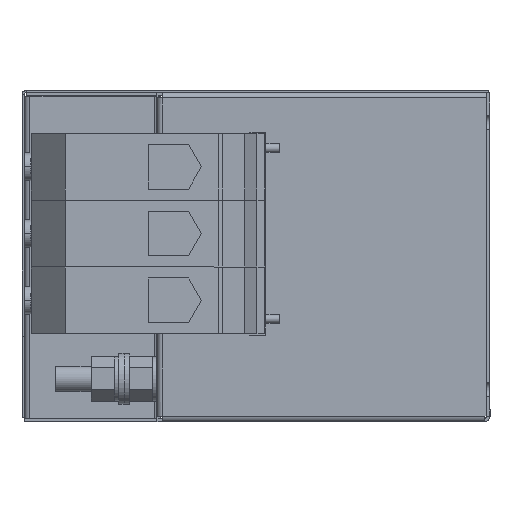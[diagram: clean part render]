
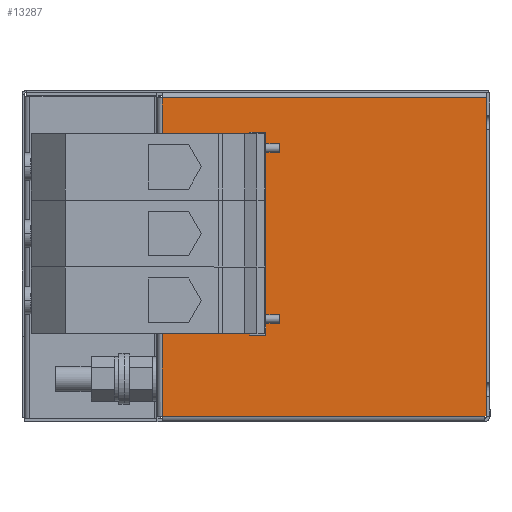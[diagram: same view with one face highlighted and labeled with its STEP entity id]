
A CAD part, left-side view. The second image highlights one B-rep face of the part: STEP entity #13287.
In plain terms, the highlighted planar face has unit normal (-1, 0, 0).
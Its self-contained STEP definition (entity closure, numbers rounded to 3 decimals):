
#207 = VECTOR ( 'NONE', #3688, 1000. ) ;
#641 = CARTESIAN_POINT ( 'NONE',  ( -210., 151.9, -75.75 ) ) ;
#715 = CARTESIAN_POINT ( 'NONE',  ( -210., 104.4, 57.25 ) ) ;
#783 = EDGE_CURVE ( 'Defeature ausgef�hrt2_263+Defeature ausgef�hrt2_63+Defeature ausgef�hrt2_261+Defeature ausgef�hrt2_262', #6888, #6803, #9634, .T. ) ;
#1165 = EDGE_CURVE ( 'Defeature ausgef�hrt2_63+Defeature ausgef�hrt2_101+Defeature ausgef�hrt2_62+Defeature ausgef�hrt2_74', #9493, #4012, #18806, .T. ) ;
#1829 = VECTOR ( 'NONE', #2229, 1000. ) ;
#2034 = ORIENTED_EDGE ( 'NONE', *, *, #5551, .T. ) ;
#2229 = DIRECTION ( 'NONE',  ( 0., -1., 0. ) ) ;
#2538 = VERTEX_POINT ( 'NONE', #10955 ) ;
#2870 = VECTOR ( 'NONE', #14917, 1000. ) ;
#3492 = ORIENTED_EDGE ( 'NONE', *, *, #15443, .T. ) ;
#3688 = DIRECTION ( 'NONE',  ( 0., -1., 0. ) ) ;
#3821 = AXIS2_PLACEMENT_3D ( 'NONE', #8363, #13163, #16516 ) ;
#3937 = CARTESIAN_POINT ( 'NONE',  ( -210., 151.9, 56.702 ) ) ;
#3990 = CARTESIAN_POINT ( 'NONE',  ( -210., 0.1, 73.25 ) ) ;
#4012 = VERTEX_POINT ( 'NONE', #5139 ) ;
#4168 = VERTEX_POINT ( 'NONE', #715 ) ;
#4176 = EDGE_CURVE ( 'Defeature ausgef�hrt2_63+Defeature ausgef�hrt2_261+Defeature ausgef�hrt2_263+Defeature ausgef�hrt2_259', #6888, #13975, #5214, .T. ) ;
#4573 = VECTOR ( 'NONE', #14015, 1000. ) ;
#4831 = ORIENTED_EDGE ( 'NONE', *, *, #17252, .T. ) ;
#4923 = VECTOR ( 'NONE', #5962, 1000. ) ;
#5032 = DIRECTION ( 'NONE',  ( 0., -1., 0. ) ) ;
#5084 = LINE ( 'NONE', #14779, #12527 ) ;
#5139 = CARTESIAN_POINT ( 'NONE',  ( -210., 151.9, 73.25 ) ) ;
#5160 = LINE ( 'NONE', #18813, #11364 ) ;
#5206 = DIRECTION ( 'NONE',  ( 0., -1., 0. ) ) ;
#5214 = LINE ( 'NONE', #11857, #18888 ) ;
#5350 = DIRECTION ( 'NONE',  ( 0., 1., 0. ) ) ;
#5551 = EDGE_CURVE ( 'Defeature ausgef�hrt2_63+Defeature ausgef�hrt2_62+Defeature ausgef�hrt2_64+Defeature ausgef�hrt2_101', #13256, #9493, #5160, .T. ) ;
#5558 = CARTESIAN_POINT ( 'NONE',  ( -210., 103.4, 57.25 ) ) ;
#5848 = CARTESIAN_POINT ( 'NONE',  ( -210., 104.4, -37.75 ) ) ;
#5962 = DIRECTION ( 'NONE',  ( 0., 0., 1. ) ) ;
#6173 = ORIENTED_EDGE ( 'NONE', *, *, #783, .F. ) ;
#6597 = EDGE_CURVE ( 'Defeature ausgef�hrt2_265+Defeature ausgef�hrt2_63+Defeature ausgef�hrt2_16+Defeature ausgef�hrt2_259', #2538, #9488, #5084, .T. ) ;
#6741 = VERTEX_POINT ( 'NONE', #3937 ) ;
#6803 = VERTEX_POINT ( 'NONE', #5558 ) ;
#6888 = VERTEX_POINT ( 'NONE', #12144 ) ;
#7821 = LINE ( 'NONE', #13289, #1829 ) ;
#7993 = LINE ( 'NONE', #12793, #12482 ) ;
#8172 = EDGE_CURVE ( 'Defeature ausgef�hrt2_63+Defeature ausgef�hrt2_16+Defeature ausgef�hrt2_265+Defeature ausgef�hrt2_60', #2538, #18190, #19765, .T. ) ;
#8363 = CARTESIAN_POINT ( 'NONE',  ( -210., 0., 0. ) ) ;
#8505 = PLANE ( 'NONE',  #3821 ) ;
#8632 = DIRECTION ( 'NONE',  ( 0., 0., 1. ) ) ;
#8968 = EDGE_CURVE ( 'Defeature ausgef�hrt2_63+Defeature ausgef�hrt2_64+Defeature ausgef�hrt2_60+Defeature ausgef�hrt2_62', #16268, #13256, #7993, .T. ) ;
#9111 = ORIENTED_EDGE ( 'NONE', *, *, #10275, .T. ) ;
#9129 = FACE_OUTER_BOUND ( 'NONE', #17297, .T. ) ;
#9272 = CARTESIAN_POINT ( 'NONE',  ( -210., 1., -75.75 ) ) ;
#9488 = VERTEX_POINT ( 'NONE', #10824 ) ;
#9493 = VERTEX_POINT ( 'NONE', #11033 ) ;
#9528 = ORIENTED_EDGE ( 'NONE', *, *, #14368, .T. ) ;
#9634 = LINE ( 'NONE', #14012, #4923 ) ;
#9673 = EDGE_CURVE ( 'Defeature ausgef�hrt2_60+Defeature ausgef�hrt2_63+Defeature ausgef�hrt2_58+Defeature ausgef�hrt2_59', #16268, #18190, #12193, .T. ) ;
#9986 = CARTESIAN_POINT ( 'NONE',  ( -210., 154.4, -75.75 ) ) ;
#9989 = CARTESIAN_POINT ( 'NONE',  ( -210., 151.9, 73.25 ) ) ;
#10275 = EDGE_CURVE ( 'Defeature ausgef�hrt2_63+Defeature ausgef�hrt2_262+Defeature ausgef�hrt2_260+Defeature ausgef�hrt2_263', #4168, #6803, #11929, .T. ) ;
#10608 = DIRECTION ( 'NONE',  ( 0., 0., 1. ) ) ;
#10824 = CARTESIAN_POINT ( 'NONE',  ( -210., 104.4, -37.202 ) ) ;
#10955 = CARTESIAN_POINT ( 'NONE',  ( -210., 151.9, -37.198 ) ) ;
#11033 = CARTESIAN_POINT ( 'NONE',  ( -210., 0.1, 73.25 ) ) ;
#11294 = ORIENTED_EDGE ( 'NONE', *, *, #9673, .F. ) ;
#11364 = VECTOR ( 'NONE', #10608, 1000. ) ;
#11641 = DIRECTION ( 'NONE',  ( 0., 1., 0. ) ) ;
#11829 = ORIENTED_EDGE ( 'NONE', *, *, #6597, .F. ) ;
#11857 = CARTESIAN_POINT ( 'NONE',  ( -210., 0., -37.75 ) ) ;
#11929 = LINE ( 'NONE', #19853, #207 ) ;
#12105 = LINE ( 'NONE', #9989, #2870 ) ;
#12144 = CARTESIAN_POINT ( 'NONE',  ( -210., 103.4, -37.75 ) ) ;
#12193 = LINE ( 'NONE', #9986, #16928 ) ;
#12480 = LINE ( 'NONE', #17662, #17478 ) ;
#12482 = VECTOR ( 'NONE', #5032, 1000. ) ;
#12527 = VECTOR ( 'NONE', #5206, 1000. ) ;
#12793 = CARTESIAN_POINT ( 'NONE',  ( -210., 1., -75.75 ) ) ;
#13163 = DIRECTION ( 'NONE',  ( 1., 0., 0. ) ) ;
#13233 = ORIENTED_EDGE ( 'NONE', *, *, #1165, .T. ) ;
#13256 = VERTEX_POINT ( 'NONE', #16452 ) ;
#13287 = ADVANCED_FACE ( 'Defeature ausgef�hrt2_63', ( #9129 ), #8505, .F. ) ;
#13289 = CARTESIAN_POINT ( 'NONE',  ( -210., -0.004, 56.69 ) ) ;
#13531 = ORIENTED_EDGE ( 'NONE', *, *, #8968, .T. ) ;
#13975 = VERTEX_POINT ( 'NONE', #5848 ) ;
#14012 = CARTESIAN_POINT ( 'NONE',  ( -210., 103.4, 0. ) ) ;
#14015 = DIRECTION ( 'NONE',  ( 0., 0., -1. ) ) ;
#14093 = LINE ( 'NONE', #18384, #19351 ) ;
#14368 = EDGE_CURVE ( 'Defeature ausgef�hrt2_63+Defeature ausgef�hrt2_264+Defeature ausgef�hrt2_74+Defeature ausgef�hrt2_260', #6741, #17488, #7821, .T. ) ;
#14436 = ORIENTED_EDGE ( 'NONE', *, *, #8172, .T. ) ;
#14505 = DIRECTION ( 'NONE',  ( 0., 0., 1. ) ) ;
#14779 = CARTESIAN_POINT ( 'NONE',  ( -210., 0.003, -37.21 ) ) ;
#14917 = DIRECTION ( 'NONE',  ( 0., 0., -1. ) ) ;
#15329 = VECTOR ( 'NONE', #11641, 1000. ) ;
#15443 = EDGE_CURVE ( 'Defeature ausgef�hrt2_63+Defeature ausgef�hrt2_259+Defeature ausgef�hrt2_261+Defeature ausgef�hrt2_265', #13975, #9488, #12480, .T. ) ;
#15888 = ORIENTED_EDGE ( 'NONE', *, *, #18251, .T. ) ;
#16268 = VERTEX_POINT ( 'NONE', #9272 ) ;
#16291 = ORIENTED_EDGE ( 'NONE', *, *, #4176, .T. ) ;
#16452 = CARTESIAN_POINT ( 'NONE',  ( -210., 0.1, -75.75 ) ) ;
#16516 = DIRECTION ( 'NONE',  ( 0., 0., -1. ) ) ;
#16928 = VECTOR ( 'NONE', #19734, 1000. ) ;
#17252 = EDGE_CURVE ( 'Defeature ausgef�hrt2_63+Defeature ausgef�hrt2_260+Defeature ausgef�hrt2_264+Defeature ausgef�hrt2_262', #17488, #4168, #14093, .T. ) ;
#17297 = EDGE_LOOP ( 'NONE', ( #15888, #9528, #4831, #9111, #6173, #16291, #3492, #11829, #14436, #11294, #13531, #2034, #13233 ) ) ;
#17478 = VECTOR ( 'NONE', #14505, 1000. ) ;
#17488 = VERTEX_POINT ( 'NONE', #18982 ) ;
#17662 = CARTESIAN_POINT ( 'NONE',  ( -210., 104.4, 0. ) ) ;
#18190 = VERTEX_POINT ( 'NONE', #641 ) ;
#18251 = EDGE_CURVE ( 'Defeature ausgef�hrt2_63+Defeature ausgef�hrt2_74+Defeature ausgef�hrt2_101+Defeature ausgef�hrt2_264', #4012, #6741, #12105, .T. ) ;
#18384 = CARTESIAN_POINT ( 'NONE',  ( -210., 104.4, 0. ) ) ;
#18806 = LINE ( 'NONE', #3990, #15329 ) ;
#18813 = CARTESIAN_POINT ( 'NONE',  ( -210., 0.1, 75.75 ) ) ;
#18888 = VECTOR ( 'NONE', #5350, 1000. ) ;
#18982 = CARTESIAN_POINT ( 'NONE',  ( -210., 104.4, 56.698 ) ) ;
#19351 = VECTOR ( 'NONE', #8632, 1000. ) ;
#19734 = DIRECTION ( 'NONE',  ( 0., 1., 0. ) ) ;
#19765 = LINE ( 'NONE', #20388, #4573 ) ;
#19853 = CARTESIAN_POINT ( 'NONE',  ( -210., 0., 57.25 ) ) ;
#20388 = CARTESIAN_POINT ( 'NONE',  ( -210., 151.9, 73.25 ) ) ;
